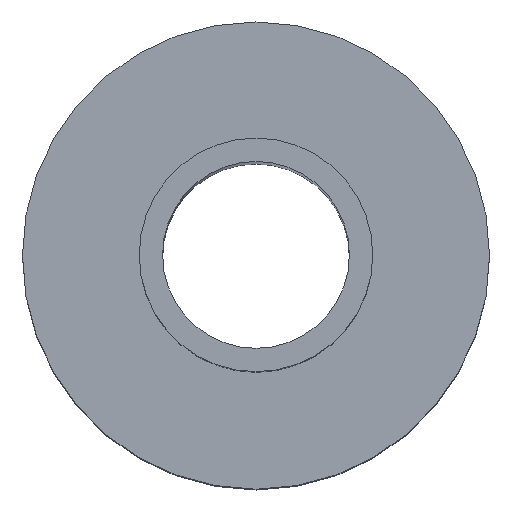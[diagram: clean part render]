
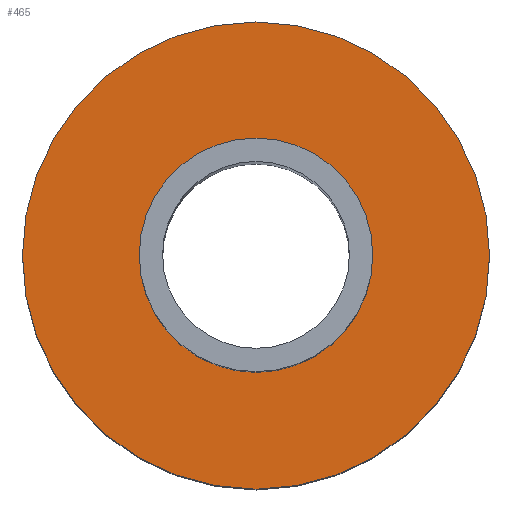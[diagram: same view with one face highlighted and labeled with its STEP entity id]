
A CAD part, top view. The second image highlights one B-rep face of the part: STEP entity #465.
In plain terms, the highlighted planar face has unit normal (0, 0, 1).
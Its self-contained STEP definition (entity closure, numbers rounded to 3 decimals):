
#297 = CYLINDRICAL_SURFACE('',#298,5.);
#298 = AXIS2_PLACEMENT_3D('',#299,#300,#301);
#299 = CARTESIAN_POINT('',(0.,0.,47.));
#300 = DIRECTION('',(0.,0.,1.));
#301 = DIRECTION('',(1.,0.,0.));
#365 = EDGE_CURVE('',#366,#366,#368,.T.);
#366 = VERTEX_POINT('',#367);
#367 = CARTESIAN_POINT('',(5.,0.,47.));
#368 = SURFACE_CURVE('',#369,(#374,#380),.PCURVE_S1.);
#369 = CIRCLE('',#370,5.);
#370 = AXIS2_PLACEMENT_3D('',#371,#372,#373);
#371 = CARTESIAN_POINT('',(0.,0.,47.));
#372 = DIRECTION('',(0.,0.,-1.));
#373 = DIRECTION('',(1.,0.,0.));
#374 = PCURVE('',#297,#375);
#375 = DEFINITIONAL_REPRESENTATION('',(#376),#379);
#376 = B_SPLINE_CURVE_WITH_KNOTS('',1,(#377,#378),.UNSPECIFIED.,.F.,.F.,
  (2,2),(0.,6.283),.PIECEWISE_BEZIER_KNOTS.);
#377 = CARTESIAN_POINT('',(0.,0.));
#378 = CARTESIAN_POINT('',(-6.283,0.));
#379 = ( GEOMETRIC_REPRESENTATION_CONTEXT(2) 
PARAMETRIC_REPRESENTATION_CONTEXT() REPRESENTATION_CONTEXT('2D SPACE',''
  ) );
#380 = PCURVE('',#381,#386);
#381 = PLANE('',#382);
#382 = AXIS2_PLACEMENT_3D('',#383,#384,#385);
#383 = CARTESIAN_POINT('',(0.,0.,47.));
#384 = DIRECTION('',(0.,0.,-1.));
#385 = DIRECTION('',(1.,0.,0.));
#386 = DEFINITIONAL_REPRESENTATION('',(#387),#391);
#387 = CIRCLE('',#388,5.);
#388 = AXIS2_PLACEMENT_2D('',#389,#390);
#389 = CARTESIAN_POINT('',(0.,0.));
#390 = DIRECTION('',(1.,0.));
#391 = ( GEOMETRIC_REPRESENTATION_CONTEXT(2) 
PARAMETRIC_REPRESENTATION_CONTEXT() REPRESENTATION_CONTEXT('2D SPACE',''
  ) );
#465 = ADVANCED_FACE('',(#466,#496),#381,.F.);
#466 = FACE_BOUND('',#467,.F.);
#467 = EDGE_LOOP('',(#468));
#468 = ORIENTED_EDGE('',*,*,#469,.T.);
#469 = EDGE_CURVE('',#470,#470,#472,.T.);
#470 = VERTEX_POINT('',#471);
#471 = CARTESIAN_POINT('',(10.,0.,47.));
#472 = SURFACE_CURVE('',#473,(#478,#485),.PCURVE_S1.);
#473 = CIRCLE('',#474,10.);
#474 = AXIS2_PLACEMENT_3D('',#475,#476,#477);
#475 = CARTESIAN_POINT('',(0.,0.,47.));
#476 = DIRECTION('',(0.,0.,-1.));
#477 = DIRECTION('',(1.,0.,0.));
#478 = PCURVE('',#381,#479);
#479 = DEFINITIONAL_REPRESENTATION('',(#480),#484);
#480 = CIRCLE('',#481,10.);
#481 = AXIS2_PLACEMENT_2D('',#482,#483);
#482 = CARTESIAN_POINT('',(0.,0.));
#483 = DIRECTION('',(1.,0.));
#484 = ( GEOMETRIC_REPRESENTATION_CONTEXT(2) 
PARAMETRIC_REPRESENTATION_CONTEXT() REPRESENTATION_CONTEXT('2D SPACE',''
  ) );
#485 = PCURVE('',#486,#491);
#486 = CYLINDRICAL_SURFACE('',#487,10.);
#487 = AXIS2_PLACEMENT_3D('',#488,#489,#490);
#488 = CARTESIAN_POINT('',(0.,0.,45.));
#489 = DIRECTION('',(0.,0.,1.));
#490 = DIRECTION('',(1.,0.,0.));
#491 = DEFINITIONAL_REPRESENTATION('',(#492),#495);
#492 = B_SPLINE_CURVE_WITH_KNOTS('',1,(#493,#494),.UNSPECIFIED.,.F.,.F.,
  (2,2),(0.,6.283),.PIECEWISE_BEZIER_KNOTS.);
#493 = CARTESIAN_POINT('',(0.,2.));
#494 = CARTESIAN_POINT('',(-6.283,2.));
#495 = ( GEOMETRIC_REPRESENTATION_CONTEXT(2) 
PARAMETRIC_REPRESENTATION_CONTEXT() REPRESENTATION_CONTEXT('2D SPACE',''
  ) );
#496 = FACE_BOUND('',#497,.F.);
#497 = EDGE_LOOP('',(#498));
#498 = ORIENTED_EDGE('',*,*,#365,.F.);
